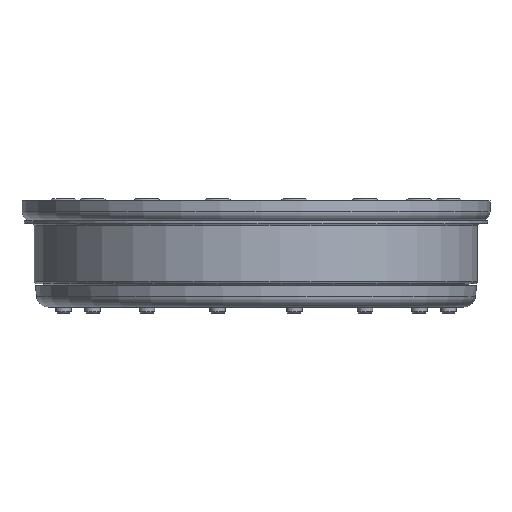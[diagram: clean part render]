
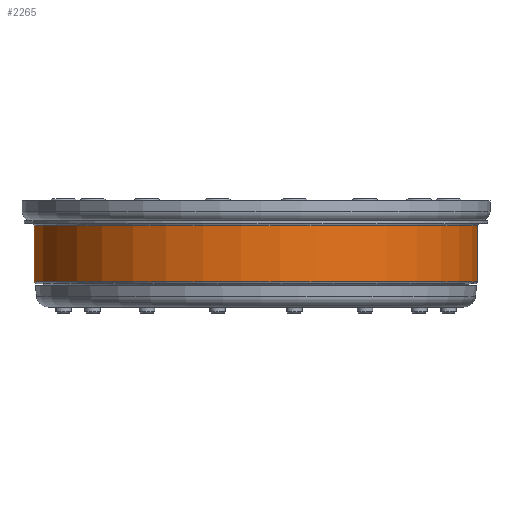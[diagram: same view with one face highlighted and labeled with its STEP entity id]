
A CAD part, front view. The second image highlights one B-rep face of the part: STEP entity #2265.
In plain terms, the highlighted cylindrical face has radius 113 mm (diameter 226 mm), a full revolution.
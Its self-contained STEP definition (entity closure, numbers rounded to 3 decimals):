
#2231=CARTESIAN_POINT('',(113.,0.,9.));
#2232=VERTEX_POINT('',#2231);
#2233=CARTESIAN_POINT('',(0.,0.,9.));
#2234=DIRECTION('',(0.0,0.0,-1.0));
#2235=DIRECTION('',(-1.0,0.0,0.0));
#2236=AXIS2_PLACEMENT_3D('',#2233,#2234,#2235);
#2237=CIRCLE('',#2236,113.);
#2238=EDGE_CURVE('',#2232,#2232,#2237,.T.);
#2246=CARTESIAN_POINT('',(0.,0.,0.0));
#2247=DIRECTION('',(0.0,0.0,1.0));
#2248=DIRECTION('',(-1.0,0.0,0.0));
#2249=AXIS2_PLACEMENT_3D('',#2246,#2247,#2248);
#2250=CYLINDRICAL_SURFACE('',#2249,113.);
#2251=CARTESIAN_POINT('',(113.,0.,37.5));
#2252=VERTEX_POINT('',#2251);
#2253=CARTESIAN_POINT('',(0.,0.,37.5));
#2254=DIRECTION('',(0.0,0.0,1.0));
#2255=DIRECTION('',(-1.0,0.0,0.0));
#2256=AXIS2_PLACEMENT_3D('',#2253,#2254,#2255);
#2257=CIRCLE('',#2256,113.);
#2258=EDGE_CURVE('',#2252,#2252,#2257,.T.);
#2259=ORIENTED_EDGE('',*,*,#2258,.F.);
#2260=EDGE_LOOP('',(#2259));
#2261=FACE_OUTER_BOUND('',#2260,.T.);
#2262=ORIENTED_EDGE('',*,*,#2238,.F.);
#2263=EDGE_LOOP('',(#2262));
#2264=FACE_BOUND('',#2263,.T.);
#2265=ADVANCED_FACE('',(#2261,#2264),#2250,.T.);
